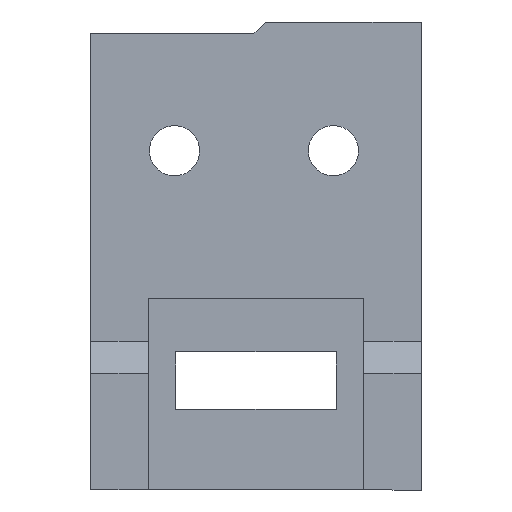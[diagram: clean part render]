
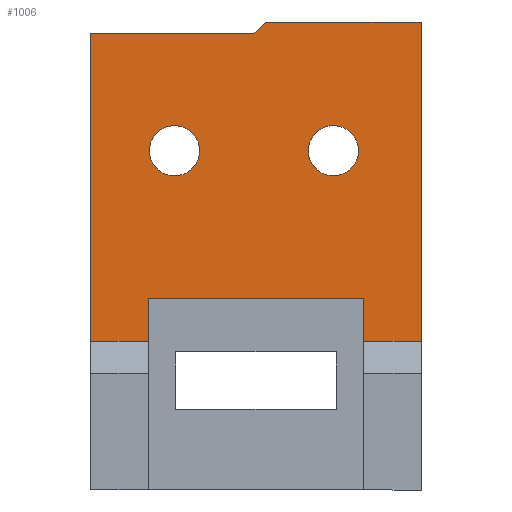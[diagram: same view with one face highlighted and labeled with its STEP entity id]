
A CAD part, front view. The second image highlights one B-rep face of the part: STEP entity #1006.
In plain terms, the highlighted planar face has unit normal (0, -1, 0).
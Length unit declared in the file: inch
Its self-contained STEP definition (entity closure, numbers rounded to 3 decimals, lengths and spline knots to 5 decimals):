
#2 = CARTESIAN_POINT ( 'NONE',  ( 0.74673, -0.5, -0.53701 ) ) ;
#3 = ORIENTED_EDGE ( 'NONE', *, *, #952, .F. ) ;
#9 = CARTESIAN_POINT ( 'NONE',  ( 0.25378, -0.5, -0.43701 ) ) ;
#22 = DIRECTION ( 'NONE',  ( 1., 0., 0. ) ) ;
#30 = ORIENTED_EDGE ( 'NONE', *, *, #368, .F. ) ;
#45 = DIRECTION ( 'NONE',  ( 0., 1., 0. ) ) ;
#47 = CARTESIAN_POINT ( 'NONE',  ( -0.19193, -0.5, -0.14764 ) ) ;
#59 = ORIENTED_EDGE ( 'NONE', *, *, #356, .T. ) ;
#61 = EDGE_LOOP ( 'NONE', ( #350, #562, #1099, #1109, #491, #30, #3, #454, #664, #151 ) ) ;
#69 = VERTEX_POINT ( 'NONE', #677 ) ;
#84 = CIRCLE ( 'NONE', #745, 0.05906 ) ;
#85 = CARTESIAN_POINT ( 'NONE',  ( -0.38878, -0.5, 0.18701 ) ) ;
#90 = FACE_BOUND ( 'NONE', #978, .T. ) ;
#94 = VERTEX_POINT ( 'NONE', #596 ) ;
#103 = DIRECTION ( 'NONE',  ( 0., 0., 1. ) ) ;
#105 = VERTEX_POINT ( 'NONE', #439 ) ;
#108 = LINE ( 'NONE', #1110, #688 ) ;
#109 = DIRECTION ( 'NONE',  ( 0.707, 0., 0.707 ) ) ;
#114 = LINE ( 'NONE', #1012, #593 ) ;
#122 = AXIS2_PLACEMENT_3D ( 'NONE', #824, #920, #187 ) ;
#125 = CARTESIAN_POINT ( 'NONE',  ( -0.19193, -0.5, -0.08858 ) ) ;
#132 = EDGE_LOOP ( 'NONE', ( #59, #827 ) ) ;
#142 = CIRCLE ( 'NONE', #980, 0.05906 ) ;
#151 = ORIENTED_EDGE ( 'NONE', *, *, #471, .F. ) ;
#158 = LINE ( 'NONE', #85, #614 ) ;
#166 = VECTOR ( 'NONE', #1069, 39.37008 ) ;
#181 = CARTESIAN_POINT ( 'NONE',  ( 0., -0.5, 0. ) ) ;
#187 = DIRECTION ( 'NONE',  ( 0., 0., 1. ) ) ;
#189 = EDGE_CURVE ( 'NONE', #487, #69, #671, .T. ) ;
#200 = AXIS2_PLACEMENT_3D ( 'NONE', #181, #706, #616 ) ;
#210 = LINE ( 'NONE', #9, #501 ) ;
#220 = CARTESIAN_POINT ( 'NONE',  ( -0.19193, -0.5, -0.02953 ) ) ;
#259 = CARTESIAN_POINT ( 'NONE',  ( 0.38878, -0.5, 0.21457 ) ) ;
#284 = CARTESIAN_POINT ( 'NONE',  ( 0.02264, -0.5, 0.21457 ) ) ;
#288 = EDGE_CURVE ( 'NONE', #316, #69, #114, .T. ) ;
#297 = EDGE_CURVE ( 'NONE', #552, #945, #1119, .T. ) ;
#306 = LINE ( 'NONE', #485, #1112 ) ;
#316 = VERTEX_POINT ( 'NONE', #379 ) ;
#319 = EDGE_CURVE ( 'NONE', #572, #316, #210, .T. ) ;
#350 = ORIENTED_EDGE ( 'NONE', *, *, #1078, .T. ) ;
#356 = EDGE_CURVE ( 'NONE', #1120, #512, #142, .T. ) ;
#368 = EDGE_CURVE ( 'NONE', #990, #487, #306, .T. ) ;
#379 = CARTESIAN_POINT ( 'NONE',  ( 0.25378, -0.5, -0.43701 ) ) ;
#383 = VERTEX_POINT ( 'NONE', #732 ) ;
#386 = CIRCLE ( 'NONE', #122, 0.05906 ) ;
#391 = DIRECTION ( 'NONE',  ( 0., 0., 1. ) ) ;
#433 = CARTESIAN_POINT ( 'NONE',  ( -0.00492, -0.5, 0.18701 ) ) ;
#438 = CARTESIAN_POINT ( 'NONE',  ( -0.25378, -0.5, -0.43701 ) ) ;
#439 = CARTESIAN_POINT ( 'NONE',  ( -0.25378, -0.5, -0.53701 ) ) ;
#451 = VECTOR ( 'NONE', #604, 39.37008 ) ;
#454 = ORIENTED_EDGE ( 'NONE', *, *, #297, .F. ) ;
#471 = EDGE_CURVE ( 'NONE', #837, #383, #949, .T. ) ;
#485 = CARTESIAN_POINT ( 'NONE',  ( 0.38878, -0.5, 0.21457 ) ) ;
#487 = VERTEX_POINT ( 'NONE', #502 ) ;
#488 = VERTEX_POINT ( 'NONE', #496 ) ;
#491 = ORIENTED_EDGE ( 'NONE', *, *, #189, .F. ) ;
#495 = CARTESIAN_POINT ( 'NONE',  ( 0.38878, -0.5, 0.21457 ) ) ;
#496 = CARTESIAN_POINT ( 'NONE',  ( 0.18209, -0.5, -0.14764 ) ) ;
#500 = CARTESIAN_POINT ( 'NONE',  ( 0.18209, -0.5, -0.08858 ) ) ;
#501 = VECTOR ( 'NONE', #22, 39.37008 ) ;
#502 = CARTESIAN_POINT ( 'NONE',  ( 0.38878, -0.5, -0.53701 ) ) ;
#512 = VERTEX_POINT ( 'NONE', #47 ) ;
#532 = FACE_BOUND ( 'NONE', #132, .T. ) ;
#539 = DIRECTION ( 'NONE',  ( 1., 0., 0. ) ) ;
#552 = VERTEX_POINT ( 'NONE', #433 ) ;
#555 = CARTESIAN_POINT ( 'NONE',  ( -0.19193, -0.5, -0.08858 ) ) ;
#562 = ORIENTED_EDGE ( 'NONE', *, *, #730, .T. ) ;
#572 = VERTEX_POINT ( 'NONE', #438 ) ;
#593 = VECTOR ( 'NONE', #1023, 39.37008 ) ;
#596 = CARTESIAN_POINT ( 'NONE',  ( 0.18209, -0.5, -0.02953 ) ) ;
#604 = DIRECTION ( 'NONE',  ( 1., 0., 0. ) ) ;
#614 = VECTOR ( 'NONE', #539, 39.37008 ) ;
#616 = DIRECTION ( 'NONE',  ( 0., 0., 1. ) ) ;
#626 = EDGE_CURVE ( 'NONE', #383, #552, #158, .T. ) ;
#664 = ORIENTED_EDGE ( 'NONE', *, *, #626, .F. ) ;
#671 = LINE ( 'NONE', #2, #708 ) ;
#675 = CARTESIAN_POINT ( 'NONE',  ( -0.38878, -0.5, -0.18701 ) ) ;
#677 = CARTESIAN_POINT ( 'NONE',  ( 0.25378, -0.5, -0.53701 ) ) ;
#685 = EDGE_CURVE ( 'NONE', #94, #488, #386, .T. ) ;
#688 = VECTOR ( 'NONE', #747, 39.37008 ) ;
#690 = AXIS2_PLACEMENT_3D ( 'NONE', #125, #1093, #391 ) ;
#693 = ORIENTED_EDGE ( 'NONE', *, *, #685, .T. ) ;
#700 = CARTESIAN_POINT ( 'NONE',  ( -0.74673, -0.5, -0.53701 ) ) ;
#706 = DIRECTION ( 'NONE',  ( 0., 1., 0. ) ) ;
#708 = VECTOR ( 'NONE', #801, 39.37008 ) ;
#711 = CIRCLE ( 'NONE', #690, 0.05906 ) ;
#730 = EDGE_CURVE ( 'NONE', #105, #572, #108, .T. ) ;
#732 = CARTESIAN_POINT ( 'NONE',  ( -0.38878, -0.5, 0.18701 ) ) ;
#745 = AXIS2_PLACEMENT_3D ( 'NONE', #500, #45, #852 ) ;
#747 = DIRECTION ( 'NONE',  ( 0., 0., 1. ) ) ;
#765 = CARTESIAN_POINT ( 'NONE',  ( -0.38878, -0.5, -0.53701 ) ) ;
#786 = LINE ( 'NONE', #495, #166 ) ;
#801 = DIRECTION ( 'NONE',  ( -1., 0., 0. ) ) ;
#824 = CARTESIAN_POINT ( 'NONE',  ( 0.18209, -0.5, -0.08858 ) ) ;
#827 = ORIENTED_EDGE ( 'NONE', *, *, #1113, .T. ) ;
#837 = VERTEX_POINT ( 'NONE', #765 ) ;
#848 = DIRECTION ( 'NONE',  ( 0., 0., -1. ) ) ;
#851 = ORIENTED_EDGE ( 'NONE', *, *, #895, .T. ) ;
#852 = DIRECTION ( 'NONE',  ( 0., 0., 1. ) ) ;
#873 = DIRECTION ( 'NONE',  ( 0., 0., 1. ) ) ;
#883 = PLANE ( 'NONE',  #200 ) ;
#895 = EDGE_CURVE ( 'NONE', #488, #94, #84, .T. ) ;
#920 = DIRECTION ( 'NONE',  ( 0., 1., 0. ) ) ;
#945 = VERTEX_POINT ( 'NONE', #948 ) ;
#948 = CARTESIAN_POINT ( 'NONE',  ( 0.02264, -0.5, 0.21457 ) ) ;
#949 = LINE ( 'NONE', #675, #1096 ) ;
#952 = EDGE_CURVE ( 'NONE', #945, #990, #786, .T. ) ;
#978 = EDGE_LOOP ( 'NONE', ( #693, #851 ) ) ;
#980 = AXIS2_PLACEMENT_3D ( 'NONE', #555, #1016, #103 ) ;
#990 = VERTEX_POINT ( 'NONE', #259 ) ;
#1006 = ADVANCED_FACE ( 'NONE', ( #532, #90, #1159 ), #883, .F. ) ;
#1012 = CARTESIAN_POINT ( 'NONE',  ( 0.25378, -0.5, -0.88701 ) ) ;
#1016 = DIRECTION ( 'NONE',  ( 0., 1., 0. ) ) ;
#1017 = VECTOR ( 'NONE', #109, 39.37008 ) ;
#1023 = DIRECTION ( 'NONE',  ( 0., 0., -1. ) ) ;
#1069 = DIRECTION ( 'NONE',  ( 1., 0., 0. ) ) ;
#1078 = EDGE_CURVE ( 'NONE', #837, #105, #1153, .T. ) ;
#1093 = DIRECTION ( 'NONE',  ( 0., 1., 0. ) ) ;
#1096 = VECTOR ( 'NONE', #873, 39.37008 ) ;
#1099 = ORIENTED_EDGE ( 'NONE', *, *, #319, .T. ) ;
#1109 = ORIENTED_EDGE ( 'NONE', *, *, #288, .T. ) ;
#1110 = CARTESIAN_POINT ( 'NONE',  ( -0.25378, -0.5, -0.88701 ) ) ;
#1112 = VECTOR ( 'NONE', #848, 39.37008 ) ;
#1113 = EDGE_CURVE ( 'NONE', #512, #1120, #711, .T. ) ;
#1119 = LINE ( 'NONE', #284, #1017 ) ;
#1120 = VERTEX_POINT ( 'NONE', #220 ) ;
#1153 = LINE ( 'NONE', #700, #451 ) ;
#1159 = FACE_OUTER_BOUND ( 'NONE', #61, .T. ) ;
